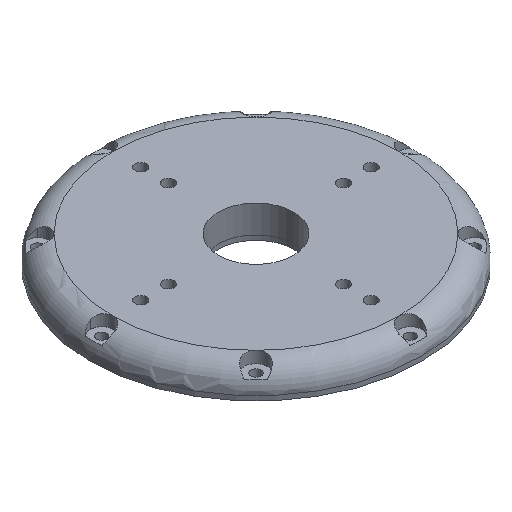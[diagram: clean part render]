
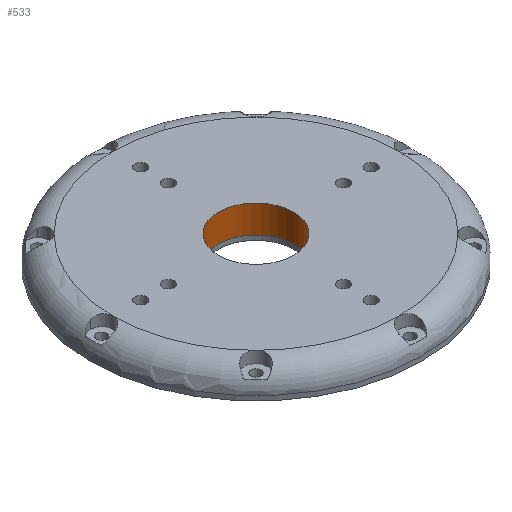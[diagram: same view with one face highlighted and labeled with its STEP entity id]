
A CAD part, isometric view. The second image highlights one B-rep face of the part: STEP entity #533.
In plain terms, the highlighted cylindrical face has radius 16.3 mm (diameter 32.6 mm), a full revolution.
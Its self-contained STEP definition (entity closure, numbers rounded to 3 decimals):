
#93 = CYLINDRICAL_SURFACE('',#94,16.3);
#94 = AXIS2_PLACEMENT_3D('',#95,#96,#97);
#95 = CARTESIAN_POINT('',(0.,0.,-2.));
#96 = DIRECTION('',(0.,0.,-1.));
#97 = DIRECTION('',(1.,0.,0.));
#165 = VERTEX_POINT('',#166);
#166 = CARTESIAN_POINT('',(16.3,0.,0.));
#187 = EDGE_CURVE('',#165,#165,#188,.T.);
#188 = SURFACE_CURVE('',#189,(#194,#201),.PCURVE_S1.);
#189 = CIRCLE('',#190,16.3);
#190 = AXIS2_PLACEMENT_3D('',#191,#192,#193);
#191 = CARTESIAN_POINT('',(0.,0.,0.));
#192 = DIRECTION('',(0.,0.,1.));
#193 = DIRECTION('',(1.,0.,0.));
#194 = PCURVE('',#93,#195);
#195 = DEFINITIONAL_REPRESENTATION('',(#196),#200);
#196 = LINE('',#197,#198);
#197 = CARTESIAN_POINT('',(6.283,-2.));
#198 = VECTOR('',#199,1.);
#199 = DIRECTION('',(-1.,0.));
#200 = ( GEOMETRIC_REPRESENTATION_CONTEXT(2) 
PARAMETRIC_REPRESENTATION_CONTEXT() REPRESENTATION_CONTEXT('2D SPACE',''
  ) );
#201 = PCURVE('',#202,#207);
#202 = CYLINDRICAL_SURFACE('',#203,16.3);
#203 = AXIS2_PLACEMENT_3D('',#204,#205,#206);
#204 = CARTESIAN_POINT('',(0.,0.,12.));
#205 = DIRECTION('',(0.,0.,1.));
#206 = DIRECTION('',(1.,0.,0.));
#207 = DEFINITIONAL_REPRESENTATION('',(#208),#212);
#208 = LINE('',#209,#210);
#209 = CARTESIAN_POINT('',(0.,-12.));
#210 = VECTOR('',#211,1.);
#211 = DIRECTION('',(1.,0.));
#212 = ( GEOMETRIC_REPRESENTATION_CONTEXT(2) 
PARAMETRIC_REPRESENTATION_CONTEXT() REPRESENTATION_CONTEXT('2D SPACE',''
  ) );
#533 = ADVANCED_FACE('',(#534),#202,.F.);
#534 = FACE_BOUND('',#535,.F.);
#535 = EDGE_LOOP('',(#536,#537,#558,#589));
#536 = ORIENTED_EDGE('',*,*,#187,.T.);
#537 = ORIENTED_EDGE('',*,*,#538,.T.);
#538 = EDGE_CURVE('',#165,#539,#541,.T.);
#539 = VERTEX_POINT('',#540);
#540 = CARTESIAN_POINT('',(16.3,0.,12.));
#541 = SEAM_CURVE('',#542,(#546,#552),.PCURVE_S1.);
#542 = LINE('',#543,#544);
#543 = CARTESIAN_POINT('',(16.3,0.,-2.));
#544 = VECTOR('',#545,1.);
#545 = DIRECTION('',(0.,0.,1.));
#546 = PCURVE('',#202,#547);
#547 = DEFINITIONAL_REPRESENTATION('',(#548),#551);
#548 = B_SPLINE_CURVE_WITH_KNOTS('',1,(#549,#550),.UNSPECIFIED.,.F.,.F.,
  (2,2),(2.,14.),.PIECEWISE_BEZIER_KNOTS.);
#549 = CARTESIAN_POINT('',(0.,-12.));
#550 = CARTESIAN_POINT('',(0.,0.));
#551 = ( GEOMETRIC_REPRESENTATION_CONTEXT(2) 
PARAMETRIC_REPRESENTATION_CONTEXT() REPRESENTATION_CONTEXT('2D SPACE',''
  ) );
#552 = PCURVE('',#202,#553);
#553 = DEFINITIONAL_REPRESENTATION('',(#554),#557);
#554 = B_SPLINE_CURVE_WITH_KNOTS('',1,(#555,#556),.UNSPECIFIED.,.F.,.F.,
  (2,2),(2.,14.),.PIECEWISE_BEZIER_KNOTS.);
#555 = CARTESIAN_POINT('',(6.283,-12.));
#556 = CARTESIAN_POINT('',(6.283,0.));
#557 = ( GEOMETRIC_REPRESENTATION_CONTEXT(2) 
PARAMETRIC_REPRESENTATION_CONTEXT() REPRESENTATION_CONTEXT('2D SPACE',''
  ) );
#558 = ORIENTED_EDGE('',*,*,#559,.F.);
#559 = EDGE_CURVE('',#539,#539,#560,.T.);
#560 = SURFACE_CURVE('',#561,(#566,#573),.PCURVE_S1.);
#561 = CIRCLE('',#562,16.3);
#562 = AXIS2_PLACEMENT_3D('',#563,#564,#565);
#563 = CARTESIAN_POINT('',(0.,0.,12.));
#564 = DIRECTION('',(0.,0.,1.));
#565 = DIRECTION('',(1.,0.,0.));
#566 = PCURVE('',#202,#567);
#567 = DEFINITIONAL_REPRESENTATION('',(#568),#572);
#568 = LINE('',#569,#570);
#569 = CARTESIAN_POINT('',(0.,0.));
#570 = VECTOR('',#571,1.);
#571 = DIRECTION('',(1.,0.));
#572 = ( GEOMETRIC_REPRESENTATION_CONTEXT(2) 
PARAMETRIC_REPRESENTATION_CONTEXT() REPRESENTATION_CONTEXT('2D SPACE',''
  ) );
#573 = PCURVE('',#574,#579);
#574 = PLANE('',#575);
#575 = AXIS2_PLACEMENT_3D('',#576,#577,#578);
#576 = CARTESIAN_POINT('',(72.,0.,12.));
#577 = DIRECTION('',(0.,0.,-1.));
#578 = DIRECTION('',(-1.,0.,0.));
#579 = DEFINITIONAL_REPRESENTATION('',(#580),#588);
#580 = ( BOUNDED_CURVE() B_SPLINE_CURVE(2,(#581,#582,#583,#584,#585,#586
,#587),.UNSPECIFIED.,.F.,.F.) B_SPLINE_CURVE_WITH_KNOTS((1,2,2,2,2,1),(
    -2.094,0.,2.094,4.189,6.283,
8.378),.UNSPECIFIED.) CURVE() GEOMETRIC_REPRESENTATION_ITEM() 
RATIONAL_B_SPLINE_CURVE((1.,0.5,1.,0.5,1.,0.5,1.)) REPRESENTATION_ITEM(
  '') );
#581 = CARTESIAN_POINT('',(55.7,0.));
#582 = CARTESIAN_POINT('',(55.7,28.232));
#583 = CARTESIAN_POINT('',(80.15,14.116));
#584 = CARTESIAN_POINT('',(104.6,0.));
#585 = CARTESIAN_POINT('',(80.15,-14.116));
#586 = CARTESIAN_POINT('',(55.7,-28.232));
#587 = CARTESIAN_POINT('',(55.7,0.));
#588 = ( GEOMETRIC_REPRESENTATION_CONTEXT(2) 
PARAMETRIC_REPRESENTATION_CONTEXT() REPRESENTATION_CONTEXT('2D SPACE',''
  ) );
#589 = ORIENTED_EDGE('',*,*,#538,.F.);
